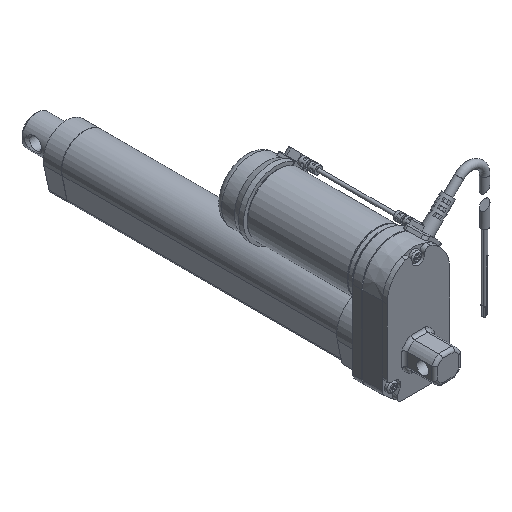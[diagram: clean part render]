
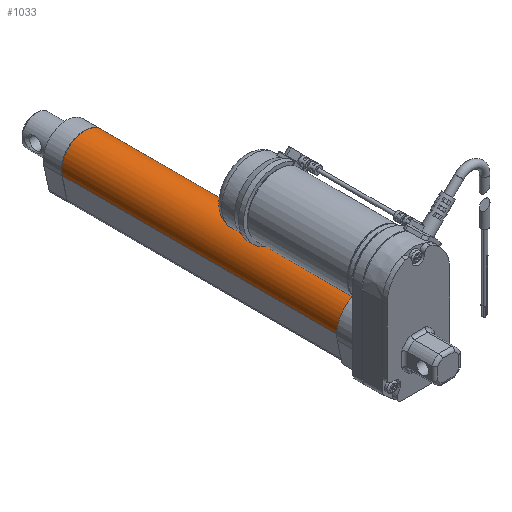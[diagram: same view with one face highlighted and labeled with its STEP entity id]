
A CAD part, isometric view. The second image highlights one B-rep face of the part: STEP entity #1033.
In plain terms, the highlighted cylindrical face has radius 15.25 mm (diameter 30.5 mm), a partial arc.
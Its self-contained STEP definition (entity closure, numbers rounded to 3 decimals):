
#1033 = ADVANCED_FACE( '', ( #2256, #2257 ), #2258, .T. );
#2256 = FACE_BOUND( '', #3668, .T. );
#2257 = FACE_OUTER_BOUND( '', #3669, .T. );
#2258 = CYLINDRICAL_SURFACE( '', #3670, 15.25 );
#3668 = EDGE_LOOP( '', ( #6433, #6434, #6435, #6436 ) );
#3669 = EDGE_LOOP( '', ( #6437, #6438, #6439, #6440, #6441, #6442, #6443, #6444 ) );
#3670 = AXIS2_PLACEMENT_3D( '', #6445, #6446, #6447 );
#6433 = ORIENTED_EDGE( '', *, *, #7986, .T. );
#6434 = ORIENTED_EDGE( '', *, *, #7970, .T. );
#6435 = ORIENTED_EDGE( '', *, *, #9023, .T. );
#6436 = ORIENTED_EDGE( '', *, *, #9030, .T. );
#6437 = ORIENTED_EDGE( '', *, *, #8278, .T. );
#6438 = ORIENTED_EDGE( '', *, *, #8995, .F. );
#6439 = ORIENTED_EDGE( '', *, *, #8498, .T. );
#6440 = ORIENTED_EDGE( '', *, *, #9031, .F. );
#6441 = ORIENTED_EDGE( '', *, *, #9032, .F. );
#6442 = ORIENTED_EDGE( '', *, *, #8913, .T. );
#6443 = ORIENTED_EDGE( '', *, *, #9033, .T. );
#6444 = ORIENTED_EDGE( '', *, *, #9034, .T. );
#6445 = CARTESIAN_POINT( '', ( 0., 246., 0. ) );
#6446 = DIRECTION( '', ( 0., 1., 0. ) );
#6447 = DIRECTION( '', ( 0., 0., -1. ) );
#7970 = EDGE_CURVE( '', #9428, #9426, #9429, .T. );
#7986 = EDGE_CURVE( '', #9457, #9428, #9458, .T. );
#8278 = EDGE_CURVE( '', #9965, #9963, #9966, .T. );
#8498 = EDGE_CURVE( '', #10323, #10324, #10325, .T. );
#8913 = EDGE_CURVE( '', #10937, #10935, #10938, .T. );
#8995 = EDGE_CURVE( '', #10323, #9963, #11044, .T. );
#9023 = EDGE_CURVE( '', #9426, #11080, #11082, .F. );
#9030 = EDGE_CURVE( '', #11080, #9457, #11090, .T. );
#9031 = EDGE_CURVE( '', #11091, #10324, #11092, .T. );
#9032 = EDGE_CURVE( '', #10937, #11091, #11093, .T. );
#9033 = EDGE_CURVE( '', #10935, #11094, #11095, .T. );
#9034 = EDGE_CURVE( '', #11094, #9965, #11096, .T. );
#9426 = VERTEX_POINT( '', #11550 );
#9428 = VERTEX_POINT( '', #11552 );
#9429 = CIRCLE( '', #11553, 15.25 );
#9457 = VERTEX_POINT( '', #11588 );
#9458 = LINE( '', #11589, #11590 );
#9963 = VERTEX_POINT( '', #12355 );
#9965 = VERTEX_POINT( '', #12358 );
#9966 = CIRCLE( '', #12359, 15.25 );
#10323 = VERTEX_POINT( '', #13035 );
#10324 = VERTEX_POINT( '', #13036 );
#10325 = CIRCLE( '', #13037, 15.25 );
#10935 = VERTEX_POINT( '', #14039 );
#10937 = VERTEX_POINT( '', #14042 );
#10938 = LINE( '', #14043, #14044 );
#11044 = LINE( '', #14232, #14233 );
#11080 = VERTEX_POINT( '', #14310 );
#11082 = LINE( '', #14312, #14313 );
#11090 = B_SPLINE_CURVE_WITH_KNOTS( '', 3, ( #14324, #14325, #14326, #14327, #14328, #14329, #14330, #14331, #14332, #14333, #14334, #14335, #14336, #14337 ), .UNSPECIFIED., .F., .F., ( 4, 2, 2, 2, 2, 2, 4 ), ( 0., 0.001, 0.002, 0.002, 0.003, 0.003, 0.004 ), .UNSPECIFIED. );
#11091 = VERTEX_POINT( '', #14338 );
#11092 = LINE( '', #14339, #14340 );
#11093 = CIRCLE( '', #14341, 15.25 );
#11094 = VERTEX_POINT( '', #14342 );
#11095 = CIRCLE( '', #14343, 15.25 );
#11096 = LINE( '', #14344, #14345 );
#11550 = CARTESIAN_POINT( '', ( -2.118, 106.2, 15.102 ) );
#11552 = CARTESIAN_POINT( '', ( 2.118, 106.2, 15.102 ) );
#11553 = AXIS2_PLACEMENT_3D( '', #15009, #15010, #15011 );
#11588 = CARTESIAN_POINT( '', ( 2.118, 109.5, 15.102 ) );
#11589 = CARTESIAN_POINT( '', ( 2.118, 107.85, 15.102 ) );
#11590 = VECTOR( '', #15037, 1000. );
#12355 = CARTESIAN_POINT( '', ( 5.3, 34.5, 14.299 ) );
#12358 = CARTESIAN_POINT( '', ( -5.3, 34.5, 14.299 ) );
#12359 = AXIS2_PLACEMENT_3D( '', #15394, #15395, #15396 );
#13035 = CARTESIAN_POINT( '', ( 5.3, 48.25, 14.299 ) );
#13036 = CARTESIAN_POINT( '', ( 14.917, 48.25, -3.169 ) );
#13037 = AXIS2_PLACEMENT_3D( '', #15677, #15678, #15679 );
#14039 = CARTESIAN_POINT( '', ( -14.917, 48.25, -3.169 ) );
#14042 = CARTESIAN_POINT( '', ( -14.917, 233.9, -3.169 ) );
#14043 = CARTESIAN_POINT( '', ( -14.917, 246., -3.169 ) );
#14044 = VECTOR( '', #16143, 1000. );
#14232 = CARTESIAN_POINT( '', ( 5.3, 48.25, 14.299 ) );
#14233 = VECTOR( '', #16228, 1000. );
#14310 = CARTESIAN_POINT( '', ( -2.118, 109.5, 15.102 ) );
#14312 = CARTESIAN_POINT( '', ( -2.118, 107.85, 15.102 ) );
#14313 = VECTOR( '', #16255, 1000. );
#14324 = CARTESIAN_POINT( '', ( -2.118, 109.5, 15.102 ) );
#14325 = CARTESIAN_POINT( '', ( -1.799, 109.696, 15.147 ) );
#14326 = CARTESIAN_POINT( '', ( -1.464, 109.859, 15.184 ) );
#14327 = CARTESIAN_POINT( '', ( -0.929, 110.031, 15.223 ) );
#14328 = CARTESIAN_POINT( '', ( -0.744, 110.076, 15.233 ) );
#14329 = CARTESIAN_POINT( '', ( -0.376, 110.136, 15.246 ) );
#14330 = CARTESIAN_POINT( '', ( -0.191, 110.151, 15.25 ) );
#14331 = CARTESIAN_POINT( '', ( 0.181, 110.152, 15.25 ) );
#14332 = CARTESIAN_POINT( '', ( 0.37, 110.137, 15.247 ) );
#14333 = CARTESIAN_POINT( '', ( 0.742, 110.077, 15.233 ) );
#14334 = CARTESIAN_POINT( '', ( 0.923, 110.032, 15.223 ) );
#14335 = CARTESIAN_POINT( '', ( 1.457, 109.861, 15.184 ) );
#14336 = CARTESIAN_POINT( '', ( 1.798, 109.697, 15.147 ) );
#14337 = CARTESIAN_POINT( '', ( 2.118, 109.5, 15.102 ) );
#14338 = CARTESIAN_POINT( '', ( 14.917, 233.9, -3.169 ) );
#14339 = CARTESIAN_POINT( '', ( 14.917, 246., -3.169 ) );
#14340 = VECTOR( '', #16259, 1000. );
#14341 = AXIS2_PLACEMENT_3D( '', #16260, #16261, #16262 );
#14342 = CARTESIAN_POINT( '', ( -5.3, 48.25, 14.299 ) );
#14343 = AXIS2_PLACEMENT_3D( '', #16263, #16264, #16265 );
#14344 = CARTESIAN_POINT( '', ( -5.3, 48.25, 14.299 ) );
#14345 = VECTOR( '', #16266, 1000. );
#15009 = CARTESIAN_POINT( '', ( 0., 106.2, 0. ) );
#15010 = DIRECTION( '', ( 0., -1., 0. ) );
#15011 = DIRECTION( '', ( 0., 0., -1. ) );
#15037 = DIRECTION( '', ( 0., -1., 0. ) );
#15394 = CARTESIAN_POINT( '', ( 0., 34.5, 0. ) );
#15395 = DIRECTION( '', ( 0., 1., 0. ) );
#15396 = DIRECTION( '', ( 0., 0., -1. ) );
#15677 = CARTESIAN_POINT( '', ( 0., 48.25, 0. ) );
#15678 = DIRECTION( '', ( 0., 1., 0. ) );
#15679 = DIRECTION( '', ( -1., 0., 0. ) );
#16143 = DIRECTION( '', ( 0., -1., 0. ) );
#16228 = DIRECTION( '', ( 0., -1., 0. ) );
#16255 = DIRECTION( '', ( 0., -1., 0. ) );
#16259 = DIRECTION( '', ( 0., -1., 0. ) );
#16260 = CARTESIAN_POINT( '', ( 0., 233.9, 0. ) );
#16261 = DIRECTION( '', ( 0., 1., 0. ) );
#16262 = DIRECTION( '', ( 0., 0., -1. ) );
#16263 = CARTESIAN_POINT( '', ( 0., 48.25, 0. ) );
#16264 = DIRECTION( '', ( 0., 1., 0. ) );
#16265 = DIRECTION( '', ( 1., 0., 0. ) );
#16266 = DIRECTION( '', ( 0., -1., 0. ) );
